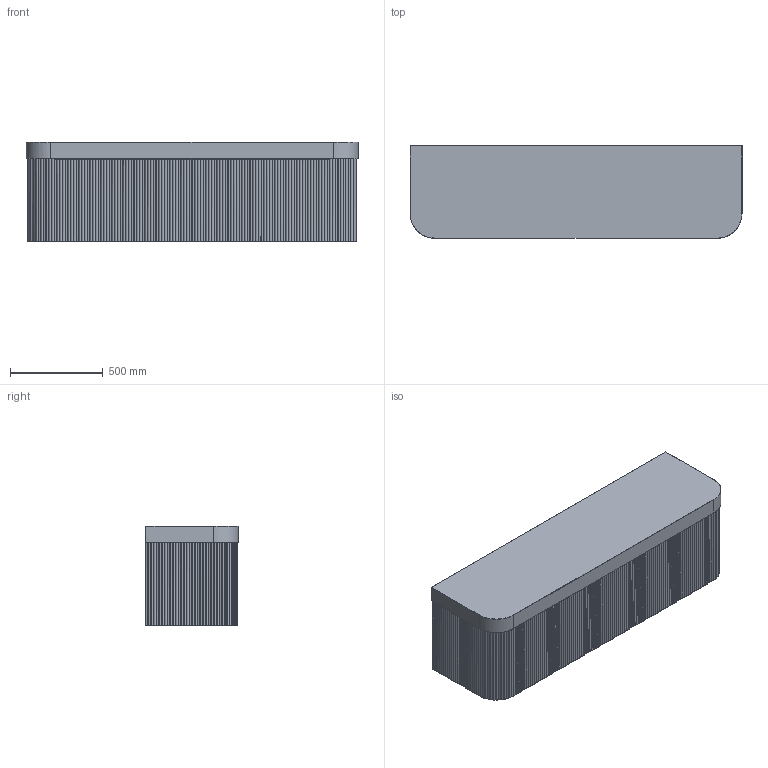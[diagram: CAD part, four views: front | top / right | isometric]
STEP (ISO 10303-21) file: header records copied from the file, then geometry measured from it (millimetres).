
FILE_DESCRIPTION(/* description */ (''),/* implementation_level */ '2;1');
FILE_NAME(/* name */ 'Kado Neue Fluted Double Curve 1800 (90MM)',/* time_stamp */ '2025-07-09T15:05:58+10:00',/* author */ (''),/* organization */ (''),/* preprocessor_version */ 'ST-DEVELOPER v16.5',/* originating_system */ '',/* authorisation */ '');
FILE_SCHEMA (('AUTOMOTIVE_DESIGN'));
Length unit declared in the file: millimetre
Products named in the file (13): Document; Kado Neue Fluted Double Curve 1800 (90MM); Kado Neue Fluted Double Curve ALL21; Kado Neue Fluted Double Curve 180020; Kado Neue Fluted Panel 44317; Kado Neue Fluted Panel 443111213; Kado Neue Fluted End78; Kado Neue Fluted Panel 59518; Kado Neue Fluted Panel 59523; Kado Neue Fluted Carcass 180015; Kado Neue Fluted Double Curve ALL BENCHTOPS19; Kado Neue Fluted Double Curve Benchtop (90MM) ALL16; Kado Neue Fluted Double Curve 1800 Benchtop (90MM)
Assembly tree (14 placements, depth 6):
  Document
    Kado Neue Fluted Double Curve 1800 (90MM)
      Kado Neue Fluted Double Curve ALL21
        Kado Neue Fluted Double Curve 180020
          Kado Neue Fluted Panel 44317  x2
            Kado Neue Fluted Panel 443111213
          Kado Neue Fluted End78  x2
          Kado Neue Fluted Panel 59518
            Kado Neue Fluted Panel 59523
          Kado Neue Fluted Carcass 180015
      Kado Neue Fluted Double Curve ALL BENCHTOPS19
        Kado Neue Fluted Double Curve Benchtop (90MM) ALL16
          Kado Neue Fluted Double Curve 1800 Benchtop (90MM)
Bounding box: 1793 x 500.05 x 540 mm (x, y, z)
Volume: 117539940.9 mm3; surface area: 10589250.6 mm2
Topology: 13 solids, 13 shells, 826 faces, 2383 edges, 1582 vertices
Faces by surface type: cylinder 559, plane 261, bspline 6
Entity records: 16019 total; most frequent: CARTESIAN_POINT 6070, ORIENTED_EDGE 2986, EDGE_CURVE 1493, VERTEX_POINT 990, B_SPLINE_CURVE_WITH_KNOTS 801, DIRECTION 582, AXIS2_PLACEMENT_3D 550, EDGE_LOOP 525
